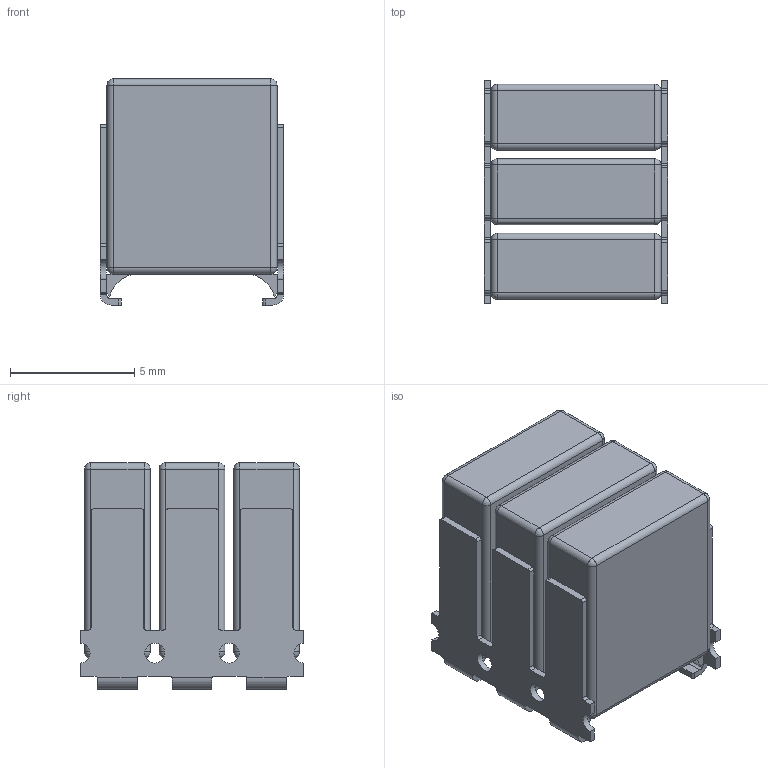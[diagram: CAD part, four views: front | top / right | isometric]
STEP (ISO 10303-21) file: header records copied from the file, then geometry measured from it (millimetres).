
FILE_DESCRIPTION(/* description */ ('Unknown'),/* implementation_level */ '2;1');
FILE_NAME(/* name */ 'CeraLink_FA3_6205-Z04-Ind.072',/* time_stamp */ '2020-08-17T15:48:06+02:00',/* author */ ('Unknown'),/* organization */ ('Unknown'),/* preprocessor_version */ 'ST-DEVELOPER v16.7',/* originating_system */ 'DEX',/* authorisation */ $);
FILE_SCHEMA (('AUTOMOTIVE_DESIGN {1 0 10303 214 3 1 1}'));
Length unit declared in the file: millimetre
Products named in the file (1): CeraLink_FA3_6205-Z04-Ind
Bounding box: 7.4 x 9 x 9.1 mm (x, y, z)
Volume: 455.5 mm3; surface area: 634.7 mm2
Topology: 1 solids, 1 shells, 294 faces, 814 edges, 488 vertices
Faces by surface type: cylinder 134, plane 124, sphere 24, bspline 12
Full cylindrical faces by diameter (mm): 0.8 x4
Entity records: 11315 total; most frequent: CARTESIAN_POINT 1783, DIRECTION 1586, ORIENTED_EDGE 1564, EDGE_CURVE 782, AXIS2_PLACEMENT_3D 551, LINE 484, VECTOR 484, VERTEX_POINT 484
